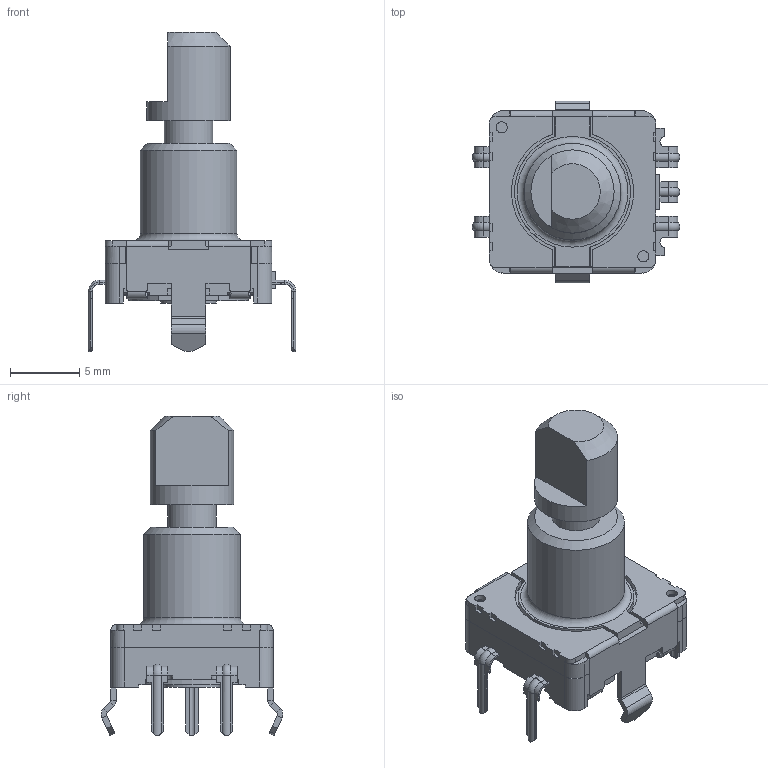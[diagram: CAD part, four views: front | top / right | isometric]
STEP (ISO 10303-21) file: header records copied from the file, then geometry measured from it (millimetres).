
FILE_DESCRIPTION(/* description */ (''),/* implementation_level */ '2;1');
FILE_NAME(/* name */ 'EC11N1525404 v3.step',/* time_stamp */ '2020-11-21T23:59:54+01:00',/* author */ (''),/* organization */ (''),/* preprocessor_version */ 'ST-DEVELOPER v18.1',/* originating_system */ 'Autodesk Translation Framework v9.3.0.1241',/* authorisation */ '');
FILE_SCHEMA (('AUTOMOTIVE_DESIGN { 1 0 10303 214 3 1 1 }'));
Length unit declared in the file: millimetre
Products named in the file (1): EC11N1525404
Bounding box: 14.95 x 13.1 x 23 mm (x, y, z)
Volume: 1010.8 mm3; surface area: 1091.6 mm2
Topology: 1 solids, 3 shells, 550 faces, 1427 edges, 886 vertices
Faces by surface type: plane 402, cylinder 123, torus 11, bspline 8, cone 6
Full cylindrical faces by diameter (mm): 0.8 x2, 0.825 x2, 3.5 x1, 4 x1, 6 x1, 6.975 x1
Entity records: 17237 total; most frequent: CARTESIAN_POINT 3270, ORIENTED_EDGE 2854, DIRECTION 2731, EDGE_CURVE 1427, LINE 1145, VECTOR 1145, VERTEX_POINT 886, AXIS2_PLACEMENT_3D 793
